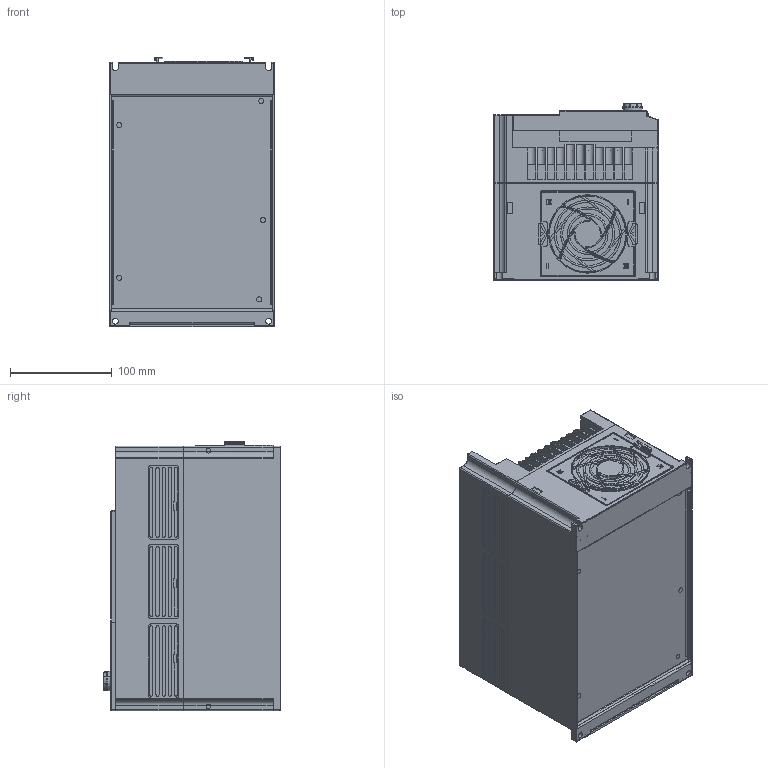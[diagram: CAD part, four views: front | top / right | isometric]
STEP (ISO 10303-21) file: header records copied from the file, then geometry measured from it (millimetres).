
FILE_DESCRIPTION (( 'STEP AP214' ), '1' );
FILE_NAME ('FC-430-C_1.STEP', '2025-03-28T13:29:30', ( '' ), ( '' ), 'SwSTEP 2.0', 'SolidWorks 2023', '' );
FILE_SCHEMA (( 'AUTOMOTIVE_DESIGN' ));
Products named in the file (1): FC-430-C_1
Bounding box: 161.5 x 173.65 x 265 mm (x, y, z)
Volume: 5973871.7 mm3; surface area: 354676.8 mm2
Topology: 1 solids, 46 shells, 4592 faces, 12568 edges, 8082 vertices
Faces by surface type: plane 2435, cylinder 1396, bspline 346, torus 252, cone 90, sphere 73
Entity records: 168397 total; most frequent: CARTESIAN_POINT 53391, ORIENTED_EDGE 25038, DIRECTION 22738, EDGE_CURVE 12519, VERTEX_POINT 8080, VECTOR 8004, LINE 8004, AXIS2_PLACEMENT_3D 7367
